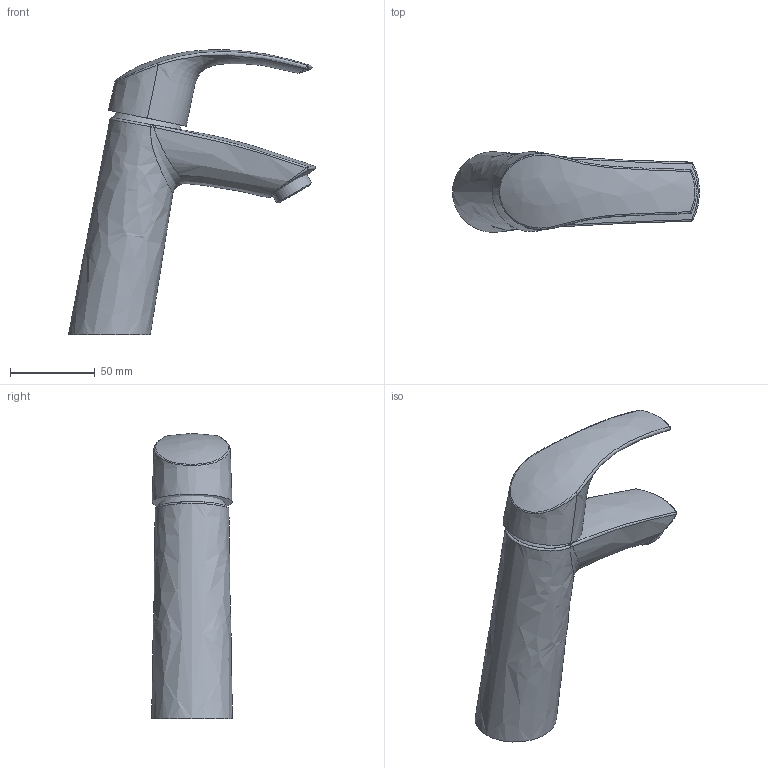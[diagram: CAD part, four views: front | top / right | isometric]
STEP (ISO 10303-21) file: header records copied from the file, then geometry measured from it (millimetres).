
FILE_DESCRIPTION(/* description */ ('Unknown'),/* implementation_level */ '2;1');
FILE_NAME(/* name */ '23324001',/* time_stamp */ '2022-09-08T08:58:03+02:00',/* author */ ('Unknown'),/* organization */ ('GROHE AG'),/* preprocessor_version */ 'ST-DEVELOPER v16.7',/* originating_system */ 'DEX',/* authorisation */ $);
FILE_SCHEMA (('AUTOMOTIVE_DESIGN {1 0 10303 214 3 1 1}'));
Length unit declared in the file: millimetre
Products named in the file (4): 23324001; id11; 120203_NES2011_Lever_28_Lob; g018492879x7
Assembly tree (3 placements, depth 2):
  23324001
    id11
    120203_NES2011_Lever_28_Lob
    g018492879x7
Bounding box: 146.08 x 47.67 x 168.57 mm (x, y, z)
Surface area: 44531.6 mm2 (no closed solid volume)
Topology: 0 solids, 4 shells, 35 faces, 75 edges, 43 vertices
Faces by surface type: bspline 23, sphere 5, plane 4, cylinder 2, cone 1
Full cylindrical faces by diameter (mm): 23.87 x1, 39.9 x1
Entity records: 5407 total; most frequent: CARTESIAN_POINT 4769, ORIENTED_EDGE 124, DIRECTION 68, EDGE_CURVE 66, VERTEX_POINT 41, EDGE_LOOP 40, FACE_BOUND 40, B_SPLINE_CURVE_WITH_KNOTS 36
